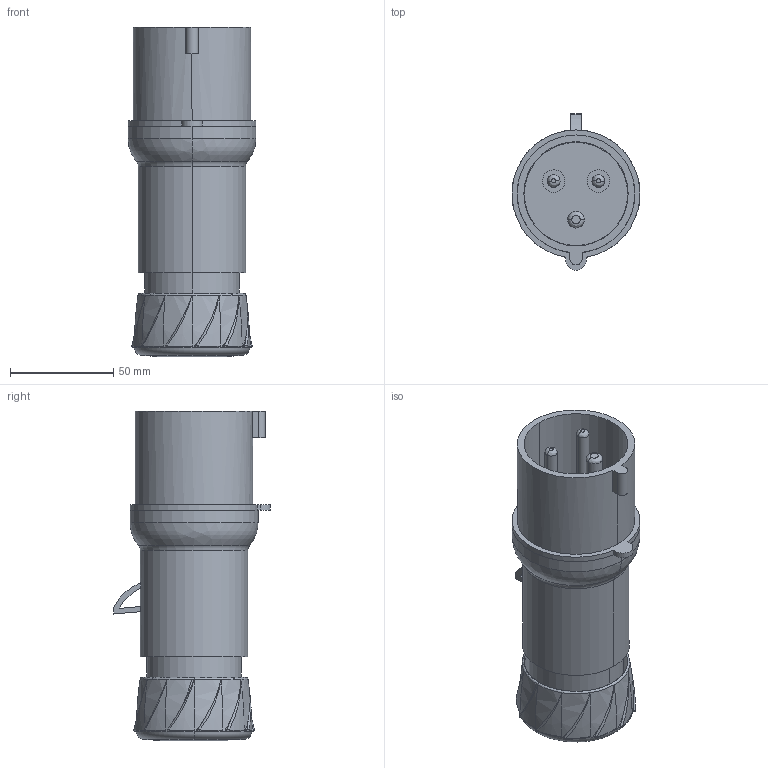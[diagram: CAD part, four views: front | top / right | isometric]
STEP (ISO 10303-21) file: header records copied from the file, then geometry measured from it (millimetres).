
FILE_DESCRIPTION((''),'2;1');
FILE_NAME('PKE32M423__ASM','2022-09-29T11:49:33',('danae.LAVAUD'),(''),'CREO PARAMETRIC BY PTC INC, 2018260','CREO PARAMETRIC BY PTC INC, 2018260','');
FILE_SCHEMA(('CONFIG_CONTROL_DESIGN'));
Products named in the file (10): PRT001-; PRT002-; PRT003-; PRT005-; PRT006-; PRT007-; PRT004-_ASM; PRT008-; PRT009-; PKE32M423__ASM
Assembly tree (9 placements, depth 3):
  PKE32M423__ASM
    PRT001-
    PRT002-
    PRT003-
    PRT004-_ASM
      PRT005-
      PRT006-
      PRT007-
    PRT008-
    PRT009-
Bounding box: 62 x 76 x 159.74 mm (x, y, z)
Volume: 162840.5 mm3; surface area: 86818.6 mm2
Topology: 8 solids, 8 shells, 245 faces, 710 edges, 500 vertices
Faces by surface type: cylinder 100, plane 63, bspline 34, torus 34, cone 14
Entity records: 11769 total; most frequent: CARTESIAN_POINT 5082, ORIENTED_EDGE 1420, DIRECTION 1372, EDGE_CURVE 710, AXIS2_PLACEMENT_3D 596, VERTEX_POINT 500, CIRCLE 363, EDGE_LOOP 274
